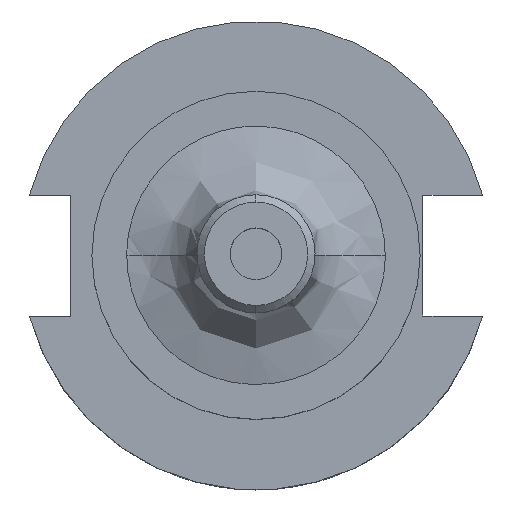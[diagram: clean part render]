
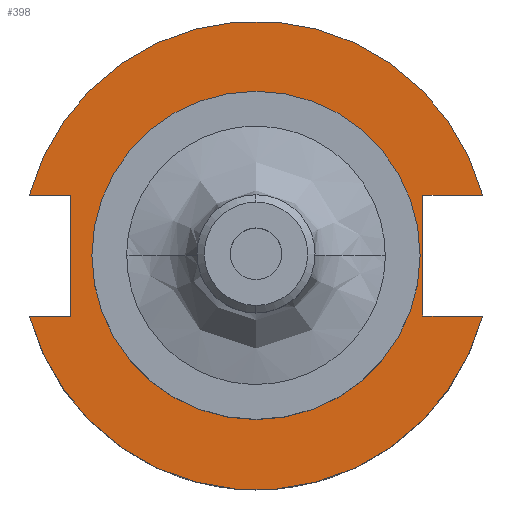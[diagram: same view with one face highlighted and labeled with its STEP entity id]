
A CAD part, top view. The second image highlights one B-rep face of the part: STEP entity #398.
In plain terms, the highlighted planar face has unit normal (0, 0, 1).
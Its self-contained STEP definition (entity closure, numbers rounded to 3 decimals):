
#20 = DIRECTION ( 'NONE',  ( 0., 0., -1. ) ) ;
#57 = AXIS2_PLACEMENT_3D ( 'NONE', #1519, #612, #1672 ) ;
#70 = CARTESIAN_POINT ( 'NONE',  ( 22.606, -8.192, 19.05 ) ) ;
#89 = ORIENTED_EDGE ( 'NONE', *, *, #1565, .F. ) ;
#126 = VERTEX_POINT ( 'NONE', #1121 ) ;
#171 = LINE ( 'NONE', #184, #542 ) ;
#184 = CARTESIAN_POINT ( 'NONE',  ( -25.091, 0., 19.05 ) ) ;
#200 = EDGE_LOOP ( 'NONE', ( #1632, #1709, #1368, #1424, #1722, #903, #89, #1153 ) ) ;
#208 = VERTEX_POINT ( 'NONE', #604 ) ;
#213 = CARTESIAN_POINT ( 'NONE',  ( 0., 8.192, 19.05 ) ) ;
#255 = VERTEX_POINT ( 'NONE', #470 ) ;
#263 = CIRCLE ( 'NONE', #770, 31.75 ) ;
#271 = AXIS2_PLACEMENT_3D ( 'NONE', #282, #1363, #449 ) ;
#282 = CARTESIAN_POINT ( 'NONE',  ( 0., 0., 19.05 ) ) ;
#301 = ORIENTED_EDGE ( 'NONE', *, *, #537, .F. ) ;
#302 = EDGE_CURVE ( 'NONE', #1550, #1006, #508, .T. ) ;
#368 = CARTESIAN_POINT ( 'NONE',  ( 22.606, 0., 19.05 ) ) ;
#391 = VECTOR ( 'NONE', #759, 1000. ) ;
#394 = EDGE_CURVE ( 'NONE', #126, #1006, #1936, .T. ) ;
#398 = ADVANCED_FACE ( 'NONE', ( #1179, #1081 ), #1946, .F. ) ;
#409 = EDGE_CURVE ( 'NONE', #208, #411, #1652, .T. ) ;
#411 = VERTEX_POINT ( 'NONE', #745 ) ;
#433 = EDGE_CURVE ( 'NONE', #1248, #1550, #810, .T. ) ;
#449 = DIRECTION ( 'NONE',  ( 0., -1., 0. ) ) ;
#470 = CARTESIAN_POINT ( 'NONE',  ( 0., 22.225, 19.05 ) ) ;
#508 = CIRCLE ( 'NONE', #1734, 31.75 ) ;
#537 = EDGE_CURVE ( 'NONE', #255, #1642, #1510, .T. ) ;
#542 = VECTOR ( 'NONE', #1279, 1000. ) ;
#604 = CARTESIAN_POINT ( 'NONE',  ( 30.675, 8.192, 19.05 ) ) ;
#612 = DIRECTION ( 'NONE',  ( 0., 0., 1. ) ) ;
#694 = CARTESIAN_POINT ( 'NONE',  ( 30.675, -8.192, 19.05 ) ) ;
#738 = LINE ( 'NONE', #213, #1901 ) ;
#744 = VERTEX_POINT ( 'NONE', #1039 ) ;
#745 = CARTESIAN_POINT ( 'NONE',  ( 22.606, 8.192, 19.05 ) ) ;
#759 = DIRECTION ( 'NONE',  ( 1., 0., 0. ) ) ;
#770 = AXIS2_PLACEMENT_3D ( 'NONE', #1261, #1800, #905 ) ;
#784 = LINE ( 'NONE', #368, #1188 ) ;
#795 = AXIS2_PLACEMENT_3D ( 'NONE', #1046, #895, #1951 ) ;
#800 = VERTEX_POINT ( 'NONE', #885 ) ;
#810 = LINE ( 'NONE', #1966, #391 ) ;
#865 = VECTOR ( 'NONE', #900, 1000. ) ;
#885 = CARTESIAN_POINT ( 'NONE',  ( -25.091, 8.192, 19.05 ) ) ;
#895 = DIRECTION ( 'NONE',  ( 0., 0., -1. ) ) ;
#900 = DIRECTION ( 'NONE',  ( -1., 0., 0. ) ) ;
#903 = ORIENTED_EDGE ( 'NONE', *, *, #1595, .F. ) ;
#905 = DIRECTION ( 'NONE',  ( 1., 0., 0. ) ) ;
#919 = CARTESIAN_POINT ( 'NONE',  ( -30.675, -8.191, 19.05 ) ) ;
#960 = CARTESIAN_POINT ( 'NONE',  ( 0., 0., 19.05 ) ) ;
#975 = EDGE_CURVE ( 'NONE', #1642, #255, #1146, .T. ) ;
#1006 = VERTEX_POINT ( 'NONE', #919 ) ;
#1039 = CARTESIAN_POINT ( 'NONE',  ( -30.675, 8.192, 19.05 ) ) ;
#1046 = CARTESIAN_POINT ( 'NONE',  ( 31.043, -32.131, 19.05 ) ) ;
#1081 = FACE_OUTER_BOUND ( 'NONE', #200, .T. ) ;
#1108 = DIRECTION ( 'NONE',  ( 1., 0., 0. ) ) ;
#1121 = CARTESIAN_POINT ( 'NONE',  ( -25.091, -8.191, 19.05 ) ) ;
#1146 = CIRCLE ( 'NONE', #271, 22.225 ) ;
#1153 = ORIENTED_EDGE ( 'NONE', *, *, #1783, .T. ) ;
#1157 = EDGE_LOOP ( 'NONE', ( #1736, #301 ) ) ;
#1179 = FACE_BOUND ( 'NONE', #1157, .T. ) ;
#1188 = VECTOR ( 'NONE', #1297, 1000. ) ;
#1248 = VERTEX_POINT ( 'NONE', #70 ) ;
#1261 = CARTESIAN_POINT ( 'NONE',  ( 0., 0., 19.05 ) ) ;
#1279 = DIRECTION ( 'NONE',  ( 0., -1., 0. ) ) ;
#1297 = DIRECTION ( 'NONE',  ( 0., -1., 0. ) ) ;
#1310 = DIRECTION ( 'NONE',  ( -1., 0., 0. ) ) ;
#1363 = DIRECTION ( 'NONE',  ( 0., 0., 1. ) ) ;
#1368 = ORIENTED_EDGE ( 'NONE', *, *, #433, .F. ) ;
#1424 = ORIENTED_EDGE ( 'NONE', *, *, #1491, .F. ) ;
#1483 = CARTESIAN_POINT ( 'NONE',  ( -27.883, -8.191, 19.05 ) ) ;
#1491 = EDGE_CURVE ( 'NONE', #411, #1248, #784, .T. ) ;
#1510 = CIRCLE ( 'NONE', #57, 22.225 ) ;
#1519 = CARTESIAN_POINT ( 'NONE',  ( 0., 0., 19.05 ) ) ;
#1526 = VECTOR ( 'NONE', #1643, 1000. ) ;
#1550 = VERTEX_POINT ( 'NONE', #694 ) ;
#1565 = EDGE_CURVE ( 'NONE', #800, #744, #738, .T. ) ;
#1595 = EDGE_CURVE ( 'NONE', #744, #208, #263, .T. ) ;
#1632 = ORIENTED_EDGE ( 'NONE', *, *, #394, .T. ) ;
#1642 = VERTEX_POINT ( 'NONE', #1985 ) ;
#1643 = DIRECTION ( 'NONE',  ( -1., 0., 0. ) ) ;
#1652 = LINE ( 'NONE', #1795, #865 ) ;
#1672 = DIRECTION ( 'NONE',  ( 0., -1., 0. ) ) ;
#1709 = ORIENTED_EDGE ( 'NONE', *, *, #302, .F. ) ;
#1722 = ORIENTED_EDGE ( 'NONE', *, *, #409, .F. ) ;
#1734 = AXIS2_PLACEMENT_3D ( 'NONE', #960, #20, #1108 ) ;
#1736 = ORIENTED_EDGE ( 'NONE', *, *, #975, .F. ) ;
#1783 = EDGE_CURVE ( 'NONE', #800, #126, #171, .T. ) ;
#1795 = CARTESIAN_POINT ( 'NONE',  ( 0., 8.192, 19.05 ) ) ;
#1800 = DIRECTION ( 'NONE',  ( 0., 0., -1. ) ) ;
#1901 = VECTOR ( 'NONE', #1310, 1000. ) ;
#1936 = LINE ( 'NONE', #1483, #1526 ) ;
#1946 = PLANE ( 'NONE',  #795 ) ;
#1951 = DIRECTION ( 'NONE',  ( -1., 0., 0. ) ) ;
#1966 = CARTESIAN_POINT ( 'NONE',  ( 0., -8.192, 19.05 ) ) ;
#1985 = CARTESIAN_POINT ( 'NONE',  ( 0., -22.225, 19.05 ) ) ;
